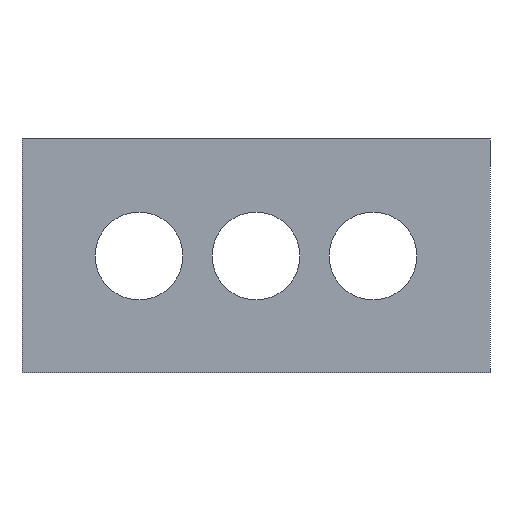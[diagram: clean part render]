
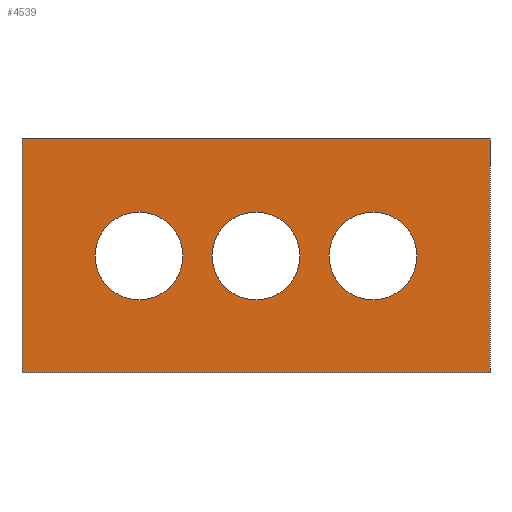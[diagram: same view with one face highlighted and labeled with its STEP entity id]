
A CAD part, front view. The second image highlights one B-rep face of the part: STEP entity #4539.
In plain terms, the highlighted planar face has unit normal (0, -1, 0).
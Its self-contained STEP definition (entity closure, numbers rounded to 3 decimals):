
#897=CARTESIAN_POINT('',(-40.,-85.0,7.5));
#898=VERTEX_POINT('',#897);
#907=CARTESIAN_POINT('',(-25.,-85.0,7.5));
#908=VERTEX_POINT('',#907);
#909=CARTESIAN_POINT('',(-32.5,-85.0,7.5));
#910=DIRECTION('',(0.0,1.0,0.0));
#911=DIRECTION('',(-1.0,0.0,0.0));
#912=AXIS2_PLACEMENT_3D('',#909,#910,#911);
#913=CIRCLE('',#912,7.5);
#914=EDGE_CURVE('',#908,#898,#913,.T.);
#939=CARTESIAN_POINT('',(0.,-85.0,7.5));
#940=VERTEX_POINT('',#939);
#949=CARTESIAN_POINT('',(15.,-85.0,7.5));
#950=VERTEX_POINT('',#949);
#951=CARTESIAN_POINT('',(7.5,-85.0,7.5));
#952=DIRECTION('',(0.0,1.0,0.0));
#953=DIRECTION('',(-1.0,0.0,0.0));
#954=AXIS2_PLACEMENT_3D('',#951,#952,#953);
#955=CIRCLE('',#954,7.5);
#956=EDGE_CURVE('',#950,#940,#955,.T.);
#981=CARTESIAN_POINT('',(-20.,-85.0,7.5));
#982=VERTEX_POINT('',#981);
#991=CARTESIAN_POINT('',(-5.,-85.0,7.5));
#992=VERTEX_POINT('',#991);
#993=CARTESIAN_POINT('',(-12.5,-85.0,7.5));
#994=DIRECTION('',(0.0,1.0,0.0));
#995=DIRECTION('',(-1.0,0.0,0.0));
#996=AXIS2_PLACEMENT_3D('',#993,#994,#995);
#997=CIRCLE('',#996,7.5);
#998=EDGE_CURVE('',#992,#982,#997,.T.);
#2772=CARTESIAN_POINT('',(-12.5,-85.0,7.5));
#2773=DIRECTION('',(0.0,1.0,0.0));
#2774=DIRECTION('',(-1.0,0.0,0.0));
#2775=AXIS2_PLACEMENT_3D('',#2772,#2773,#2774);
#2776=CIRCLE('',#2775,7.5);
#2777=EDGE_CURVE('',#982,#992,#2776,.T.);
#2796=CARTESIAN_POINT('',(7.5,-85.0,7.5));
#2797=DIRECTION('',(0.0,1.0,0.0));
#2798=DIRECTION('',(-1.0,0.0,0.0));
#2799=AXIS2_PLACEMENT_3D('',#2796,#2797,#2798);
#2800=CIRCLE('',#2799,7.5);
#2801=EDGE_CURVE('',#940,#950,#2800,.T.);
#2820=CARTESIAN_POINT('',(-32.5,-85.0,7.5));
#2821=DIRECTION('',(0.0,1.0,0.0));
#2822=DIRECTION('',(-1.0,0.0,0.0));
#2823=AXIS2_PLACEMENT_3D('',#2820,#2821,#2822);
#2824=CIRCLE('',#2823,7.5);
#2825=EDGE_CURVE('',#898,#908,#2824,.T.);
#4455=CARTESIAN_POINT('',(27.5,-85.0,27.5));
#4456=VERTEX_POINT('',#4455);
#4463=CARTESIAN_POINT('',(27.5,-85.0,-12.5));
#4464=VERTEX_POINT('',#4463);
#4465=CARTESIAN_POINT('',(27.5,-85.0,-12.5));
#4466=DIRECTION('',(0.0,0.0,1.0));
#4467=VECTOR('',#4466,40.0);
#4468=LINE('',#4465,#4467);
#4469=EDGE_CURVE('',#4464,#4456,#4468,.T.);
#4497=CARTESIAN_POINT('',(27.5,-85.0,-12.5));
#4498=DIRECTION('',(0.0,-1.0,0.0));
#4499=DIRECTION('',(0.0,0.0,-1.0));
#4500=AXIS2_PLACEMENT_3D('',#4497,#4498,#4499);
#4501=PLANE('',#4500);
#4502=CARTESIAN_POINT('',(-52.5,-85.,27.5));
#4503=VERTEX_POINT('',#4502);
#4504=CARTESIAN_POINT('',(27.5,-85.0,27.5));
#4505=DIRECTION('',(-1.0,0.0,0.0));
#4506=VECTOR('',#4505,80.0);
#4507=LINE('',#4504,#4506);
#4508=EDGE_CURVE('',#4456,#4503,#4507,.T.);
#4509=ORIENTED_EDGE('',*,*,#4508,.T.);
#4510=CARTESIAN_POINT('',(-52.5,-85.,-12.5));
#4511=VERTEX_POINT('',#4510);
#4512=CARTESIAN_POINT('',(-52.5,-85.,-12.5));
#4513=DIRECTION('',(0.0,0.0,1.0));
#4514=VECTOR('',#4513,40.0);
#4515=LINE('',#4512,#4514);
#4516=EDGE_CURVE('',#4511,#4503,#4515,.T.);
#4517=ORIENTED_EDGE('',*,*,#4516,.F.);
#4518=CARTESIAN_POINT('',(-52.5,-85.,-12.5));
#4519=DIRECTION('',(1.0,0.0,0.0));
#4520=VECTOR('',#4519,80.0);
#4521=LINE('',#4518,#4520);
#4522=EDGE_CURVE('',#4511,#4464,#4521,.T.);
#4523=ORIENTED_EDGE('',*,*,#4522,.T.);
#4524=ORIENTED_EDGE('',*,*,#4469,.T.);
#4525=EDGE_LOOP('',(#4509,#4517,#4523,#4524));
#4526=FACE_OUTER_BOUND('',#4525,.T.);
#4527=ORIENTED_EDGE('',*,*,#998,.T.);
#4528=ORIENTED_EDGE('',*,*,#2777,.T.);
#4529=EDGE_LOOP('',(#4527,#4528));
#4530=FACE_BOUND('',#4529,.T.);
#4531=ORIENTED_EDGE('',*,*,#956,.T.);
#4532=ORIENTED_EDGE('',*,*,#2801,.T.);
#4533=EDGE_LOOP('',(#4531,#4532));
#4534=FACE_BOUND('',#4533,.T.);
#4535=ORIENTED_EDGE('',*,*,#914,.T.);
#4536=ORIENTED_EDGE('',*,*,#2825,.T.);
#4537=EDGE_LOOP('',(#4535,#4536));
#4538=FACE_BOUND('',#4537,.T.);
#4539=ADVANCED_FACE('',(#4526,#4530,#4534,#4538),#4501,.T.);
